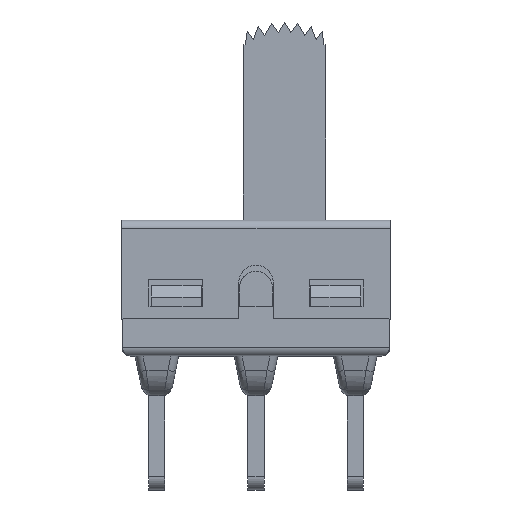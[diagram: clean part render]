
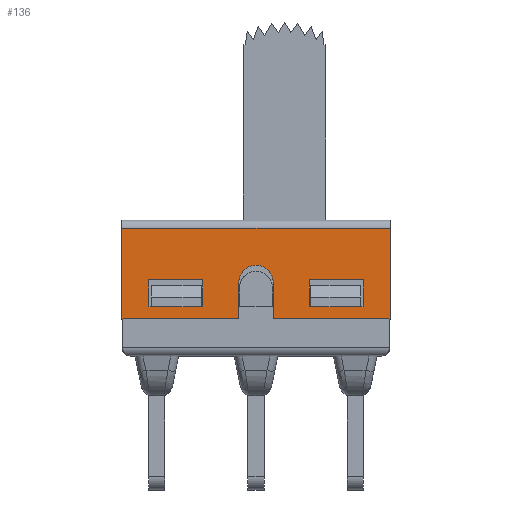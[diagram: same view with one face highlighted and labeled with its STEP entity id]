
A CAD part, top view. The second image highlights one B-rep face of the part: STEP entity #136.
In plain terms, the highlighted planar face has unit normal (0, 0, 1).
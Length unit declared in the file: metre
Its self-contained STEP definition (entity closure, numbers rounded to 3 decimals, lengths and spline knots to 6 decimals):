
#136 = ADVANCED_FACE( '', ( #584, #585, #586 ), #587, .F. );
#584 = FACE_OUTER_BOUND( '', #1739, .T. );
#585 = FACE_BOUND( '', #1740, .T. );
#586 = FACE_BOUND( '', #1741, .T. );
#587 = PLANE( '', #1742 );
#1739 = EDGE_LOOP( '', ( #3791, #3792, #3793, #3794, #3795, #3796, #3797, #3798 ) );
#1740 = EDGE_LOOP( '', ( #3799, #3800, #3801, #3802, #3803, #3804 ) );
#1741 = EDGE_LOOP( '', ( #3805, #3806, #3807, #3808, #3809, #3810 ) );
#1742 = AXIS2_PLACEMENT_3D( '', #3811, #3812, #3813 );
#3791 = ORIENTED_EDGE( '', *, *, #6203, .F. );
#3792 = ORIENTED_EDGE( '', *, *, #6197, .F. );
#3793 = ORIENTED_EDGE( '', *, *, #6200, .F. );
#3794 = ORIENTED_EDGE( '', *, *, #6426, .F. );
#3795 = ORIENTED_EDGE( '', *, *, #6113, .T. );
#3796 = ORIENTED_EDGE( '', *, *, #6427, .T. );
#3797 = ORIENTED_EDGE( '', *, *, #6428, .F. );
#3798 = ORIENTED_EDGE( '', *, *, #6223, .T. );
#3799 = ORIENTED_EDGE( '', *, *, #6429, .F. );
#3800 = ORIENTED_EDGE( '', *, *, #6430, .T. );
#3801 = ORIENTED_EDGE( '', *, *, #6431, .T. );
#3802 = ORIENTED_EDGE( '', *, *, #6432, .T. );
#3803 = ORIENTED_EDGE( '', *, *, #6433, .T. );
#3804 = ORIENTED_EDGE( '', *, *, #6434, .T. );
#3805 = ORIENTED_EDGE( '', *, *, #6435, .F. );
#3806 = ORIENTED_EDGE( '', *, *, #6436, .T. );
#3807 = ORIENTED_EDGE( '', *, *, #6437, .T. );
#3808 = ORIENTED_EDGE( '', *, *, #6438, .T. );
#3809 = ORIENTED_EDGE( '', *, *, #6439, .T. );
#3810 = ORIENTED_EDGE( '', *, *, #6440, .T. );
#3811 = CARTESIAN_POINT( '', ( 0.00635, 0.006045, 0.003302 ) );
#3812 = DIRECTION( '', ( 0., 0., -1. ) );
#3813 = DIRECTION( '', ( 0., -1., 0. ) );
#6113 = EDGE_CURVE( '', #7227, #7225, #7228, .T. );
#6197 = EDGE_CURVE( '', #7377, #7372, #7379, .T. );
#6200 = EDGE_CURVE( '', #7382, #7377, #7384, .T. );
#6203 = EDGE_CURVE( '', #7372, #7385, #7389, .T. );
#6223 = EDGE_CURVE( '', #7419, #7385, #7423, .T. );
#6426 = EDGE_CURVE( '', #7227, #7382, #7786, .T. );
#6427 = EDGE_CURVE( '', #7225, #7787, #7788, .T. );
#6428 = EDGE_CURVE( '', #7419, #7787, #7789, .T. );
#6429 = EDGE_CURVE( '', #7790, #7791, #7792, .T. );
#6430 = EDGE_CURVE( '', #7790, #7793, #7794, .T. );
#6431 = EDGE_CURVE( '', #7793, #7795, #7796, .T. );
#6432 = EDGE_CURVE( '', #7795, #7797, #7798, .T. );
#6433 = EDGE_CURVE( '', #7797, #7799, #7800, .T. );
#6434 = EDGE_CURVE( '', #7799, #7791, #7801, .T. );
#6435 = EDGE_CURVE( '', #7181, #7802, #7803, .T. );
#6436 = EDGE_CURVE( '', #7181, #7804, #7805, .T. );
#6437 = EDGE_CURVE( '', #7804, #7806, #7807, .T. );
#6438 = EDGE_CURVE( '', #7806, #7808, #7809, .T. );
#6439 = EDGE_CURVE( '', #7808, #7810, #7811, .T. );
#6440 = EDGE_CURVE( '', #7810, #7802, #7812, .T. );
#7181 = VERTEX_POINT( '', #9025 );
#7225 = VERTEX_POINT( '', #9115 );
#7227 = VERTEX_POINT( '', #9117 );
#7228 = LINE( '', #9118, #9119 );
#7372 = VERTEX_POINT( '', #9394 );
#7377 = VERTEX_POINT( '', #9401 );
#7379 = LINE( '', #9404, #9405 );
#7382 = VERTEX_POINT( '', #9409 );
#7384 = LINE( '', #9412, #9413 );
#7385 = VERTEX_POINT( '', #9414 );
#7389 = CIRCLE( '', #9419, 0.000813 );
#7419 = VERTEX_POINT( '', #9478 );
#7423 = LINE( '', #9484, #9485 );
#7786 = LINE( '', #10212, #10213 );
#7787 = VERTEX_POINT( '', #10214 );
#7788 = LINE( '', #10215, #10216 );
#7789 = LINE( '', #10217, #10218 );
#7790 = VERTEX_POINT( '', #10219 );
#7791 = VERTEX_POINT( '', #10220 );
#7792 = LINE( '', #10221, #10222 );
#7793 = VERTEX_POINT( '', #10223 );
#7794 = LINE( '', #10224, #10225 );
#7795 = VERTEX_POINT( '', #10226 );
#7796 = LINE( '', #10227, #10228 );
#7797 = VERTEX_POINT( '', #10229 );
#7798 = LINE( '', #10230, #10231 );
#7799 = VERTEX_POINT( '', #10232 );
#7800 = LINE( '', #10233, #10234 );
#7801 = LINE( '', #10235, #10236 );
#7802 = VERTEX_POINT( '', #10237 );
#7803 = LINE( '', #10238, #10239 );
#7804 = VERTEX_POINT( '', #10240 );
#7805 = LINE( '', #10241, #10242 );
#7806 = VERTEX_POINT( '', #10243 );
#7807 = LINE( '', #10244, #10245 );
#7808 = VERTEX_POINT( '', #10246 );
#7809 = LINE( '', #10247, #10248 );
#7810 = VERTEX_POINT( '', #10249 );
#7811 = LINE( '', #10250, #10251 );
#7812 = LINE( '', #10252, #10253 );
#9025 = CARTESIAN_POINT( '', ( 0.002591, 0.002337, 0.003302 ) );
#9115 = CARTESIAN_POINT( '', ( -0.00635, 0.006045, 0.003302 ) );
#9117 = CARTESIAN_POINT( '', ( 0.00635, 0.006045, 0.003302 ) );
#9118 = CARTESIAN_POINT( '', ( 0.00635, 0.006045, 0.003302 ) );
#9119 = VECTOR( '', #12064, 1. );
#9394 = CARTESIAN_POINT( '', ( 0.000813, 0.00348, 0.003302 ) );
#9401 = CARTESIAN_POINT( '', ( 0.000813, 0.001753, 0.003302 ) );
#9404 = CARTESIAN_POINT( '', ( 0.000813, 0.001753, 0.003302 ) );
#9405 = VECTOR( '', #12149, 1. );
#9409 = CARTESIAN_POINT( '', ( 0.00635, 0.001753, 0.003302 ) );
#9412 = CARTESIAN_POINT( '', ( 0.00635, 0.001753, 0.003302 ) );
#9413 = VECTOR( '', #12152, 1. );
#9414 = CARTESIAN_POINT( '', ( -0.000813, 0.00348, 0.003302 ) );
#9419 = AXIS2_PLACEMENT_3D( '', #12157, #12158, #12159 );
#9478 = CARTESIAN_POINT( '', ( -0.000813, 0.001753, 0.003302 ) );
#9484 = CARTESIAN_POINT( '', ( -0.000813, 0.001753, 0.003302 ) );
#9485 = VECTOR( '', #12185, 1. );
#10212 = CARTESIAN_POINT( '', ( 0.00635, 0.006045, 0.003302 ) );
#10213 = VECTOR( '', #12400, 1. );
#10214 = CARTESIAN_POINT( '', ( -0.00635, 0.001753, 0.003302 ) );
#10215 = CARTESIAN_POINT( '', ( -0.00635, 0.006045, 0.003302 ) );
#10216 = VECTOR( '', #12401, 1. );
#10217 = CARTESIAN_POINT( '', ( -0.000813, 0.001753, 0.003302 ) );
#10218 = VECTOR( '', #12402, 1. );
#10219 = CARTESIAN_POINT( '', ( -0.004953, 0.002337, 0.003302 ) );
#10220 = CARTESIAN_POINT( '', ( -0.002591, 0.002337, 0.003302 ) );
#10221 = CARTESIAN_POINT( '', ( -0.004953, 0.002337, 0.003302 ) );
#10222 = VECTOR( '', #12403, 1. );
#10223 = CARTESIAN_POINT( '', ( -0.00508, 0.002337, 0.003302 ) );
#10224 = CARTESIAN_POINT( '', ( -0.004953, 0.002337, 0.003302 ) );
#10225 = VECTOR( '', #12404, 1. );
#10226 = CARTESIAN_POINT( '', ( -0.00508, 0.003607, 0.003302 ) );
#10227 = CARTESIAN_POINT( '', ( -0.00508, 0.002337, 0.003302 ) );
#10228 = VECTOR( '', #12405, 1. );
#10229 = CARTESIAN_POINT( '', ( -0.002515, 0.003607, 0.003302 ) );
#10230 = CARTESIAN_POINT( '', ( -0.00508, 0.003607, 0.003302 ) );
#10231 = VECTOR( '', #12406, 1. );
#10232 = CARTESIAN_POINT( '', ( -0.002515, 0.002337, 0.003302 ) );
#10233 = CARTESIAN_POINT( '', ( -0.002515, 0.003607, 0.003302 ) );
#10234 = VECTOR( '', #12407, 1. );
#10235 = CARTESIAN_POINT( '', ( -0.002515, 0.002337, 0.003302 ) );
#10236 = VECTOR( '', #12408, 1. );
#10237 = CARTESIAN_POINT( '', ( 0.004953, 0.002337, 0.003302 ) );
#10238 = CARTESIAN_POINT( '', ( 0.002591, 0.002337, 0.003302 ) );
#10239 = VECTOR( '', #12409, 1. );
#10240 = CARTESIAN_POINT( '', ( 0.002515, 0.002337, 0.003302 ) );
#10241 = CARTESIAN_POINT( '', ( 0.002591, 0.002337, 0.003302 ) );
#10242 = VECTOR( '', #12410, 1. );
#10243 = CARTESIAN_POINT( '', ( 0.002515, 0.003607, 0.003302 ) );
#10244 = CARTESIAN_POINT( '', ( 0.002515, 0.002337, 0.003302 ) );
#10245 = VECTOR( '', #12411, 1. );
#10246 = CARTESIAN_POINT( '', ( 0.00508, 0.003607, 0.003302 ) );
#10247 = CARTESIAN_POINT( '', ( 0.002515, 0.003607, 0.003302 ) );
#10248 = VECTOR( '', #12412, 1. );
#10249 = CARTESIAN_POINT( '', ( 0.00508, 0.002337, 0.003302 ) );
#10250 = CARTESIAN_POINT( '', ( 0.00508, 0.003607, 0.003302 ) );
#10251 = VECTOR( '', #12413, 1. );
#10252 = CARTESIAN_POINT( '', ( 0.00508, 0.002337, 0.003302 ) );
#10253 = VECTOR( '', #12414, 1. );
#12064 = DIRECTION( '', ( -1., 0., 0. ) );
#12149 = DIRECTION( '', ( 0., 1., 0. ) );
#12152 = DIRECTION( '', ( -1., 0., 0. ) );
#12157 = CARTESIAN_POINT( '', ( 0., 0.00348, 0.003302 ) );
#12158 = DIRECTION( '', ( 0., 0., 1. ) );
#12159 = DIRECTION( '', ( 1., 0., 0. ) );
#12185 = DIRECTION( '', ( 0., 1., 0. ) );
#12400 = DIRECTION( '', ( 0., -1., 0. ) );
#12401 = DIRECTION( '', ( 0., -1., 0. ) );
#12402 = DIRECTION( '', ( -1., 0., 0. ) );
#12403 = DIRECTION( '', ( 1., 0., 0. ) );
#12404 = DIRECTION( '', ( -1., 0., 0. ) );
#12405 = DIRECTION( '', ( 0., 1., 0. ) );
#12406 = DIRECTION( '', ( 1., 0., 0. ) );
#12407 = DIRECTION( '', ( 0., -1., 0. ) );
#12408 = DIRECTION( '', ( -1., 0., 0. ) );
#12409 = DIRECTION( '', ( 1., 0., 0. ) );
#12410 = DIRECTION( '', ( -1., 0., 0. ) );
#12411 = DIRECTION( '', ( 0., 1., 0. ) );
#12412 = DIRECTION( '', ( 1., 0., 0. ) );
#12413 = DIRECTION( '', ( 0., -1., 0. ) );
#12414 = DIRECTION( '', ( -1., 0., 0. ) );
